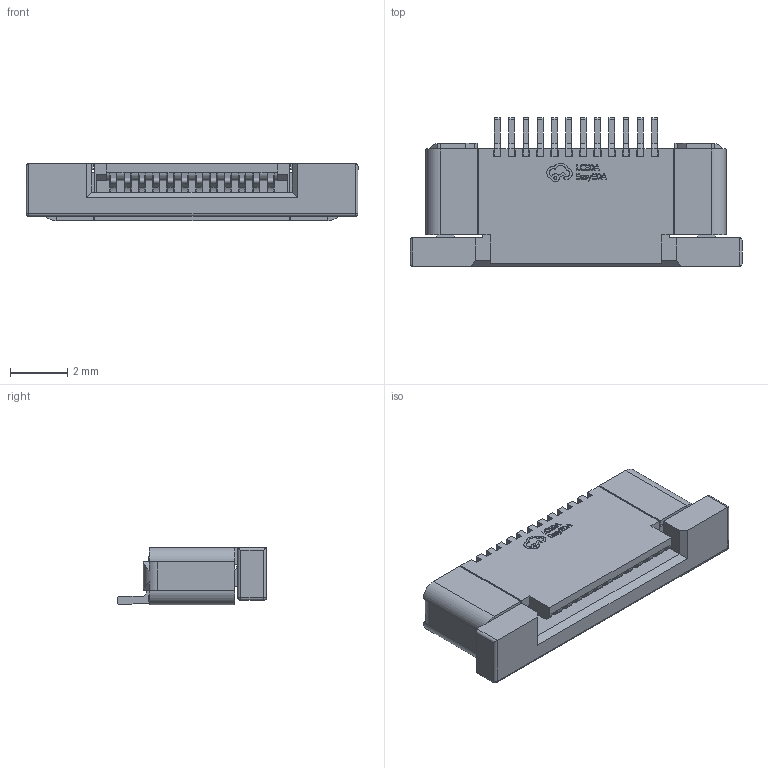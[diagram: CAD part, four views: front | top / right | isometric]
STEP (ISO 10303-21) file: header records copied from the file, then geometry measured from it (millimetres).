
FILE_DESCRIPTION (( 'STEP AP214' ), '1' );
FILE_NAME ('FPC-SMD_12P-P0.50_AFC07-S12ECA-00.step', '2024-05-07T06:32:07', ( '' ), ( '' ), 'SwSTEP 2.0', 'SolidWorks 2020', '' );
FILE_SCHEMA (( 'AUTOMOTIVE_DESIGN' ));
Length unit declared in the file: millimetre
Products named in the file (1): FPC-SMD_12P-P0.50_AFC07-S12ECA-00
Bounding box: 11.6 x 5.2 x 2.01 mm (x, y, z)
Volume: 61.9 mm3; surface area: 460.3 mm2
Topology: 3 solids, 3 shells, 907 faces, 2602 edges, 1694 vertices
Faces by surface type: plane 678, cylinder 127, bspline 98, sphere 4
Entity records: 39775 total; most frequent: CARTESIAN_POINT 6542, ORIENTED_EDGE 5196, DIRECTION 4248, EDGE_CURVE 2598, VECTOR 2144, LINE 2144, VERTEX_POINT 1694, AXIS2_PLACEMENT_3D 1052
